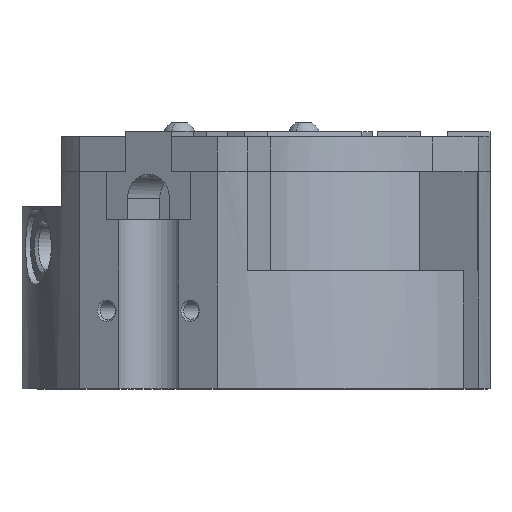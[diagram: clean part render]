
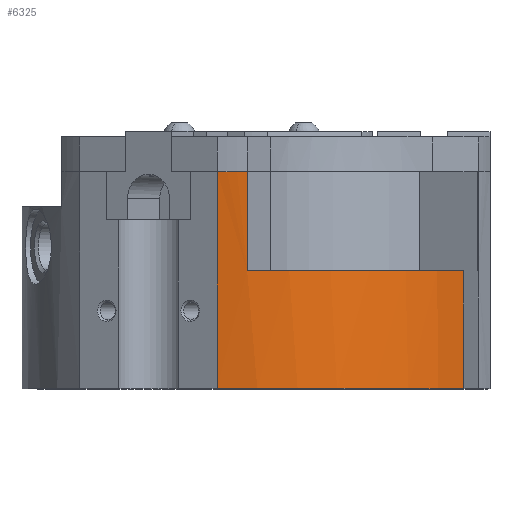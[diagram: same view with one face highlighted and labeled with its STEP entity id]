
A CAD part, top view. The second image highlights one B-rep face of the part: STEP entity #6325.
In plain terms, the highlighted cylindrical face has radius 45 mm (diameter 90 mm), a partial arc.
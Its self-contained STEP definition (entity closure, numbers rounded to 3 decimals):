
#2709 = EDGE_CURVE( '', #7059, #4865, #7566, .T. );
#3303 = EDGE_CURVE( '', #3819, #4401, #8242, .T. );
#3663 = VERTEX_POINT( '', #8645 );
#3819 = VERTEX_POINT( '', #8812 );
#4317 = VERTEX_POINT( '', #9345 );
#4401 = VERTEX_POINT( '', #9438 );
#4615 = EDGE_CURVE( '', #4317, #3819, #9676, .T. );
#4865 = VERTEX_POINT( '', #9951 );
#6009 = EDGE_CURVE( '', #4865, #3663, #11227, .T. );
#6041 = EDGE_CURVE( '', #4317, #3663, #11260, .T. );
#6325 = ADVANCED_FACE( '', ( #11579 ), #11580, .T. );
#6687 = EDGE_CURVE( '', #4401, #7059, #11971, .T. );
#7059 = VERTEX_POINT( '', #12380 );
#7566 = LINE( '', #13158, #13159 );
#8242 = LINE( '', #14247, #14248 );
#8645 = CARTESIAN_POINT( '', ( -8.441, 40.49, 44.201 ) );
#8812 = CARTESIAN_POINT( '', ( 37.523, 0., 24.84 ) );
#9345 = CARTESIAN_POINT( '', ( -8.441, 0., 44.201 ) );
#9438 = CARTESIAN_POINT( '', ( 37.523, 22., 24.84 ) );
#9676 = CIRCLE( '', #17004, 45. );
#9951 = CARTESIAN_POINT( '', ( -2.835, 40.49, 44.911 ) );
#11227 = CIRCLE( '', #19640, 45. );
#11260 = LINE( '', #19684, #19685 );
#11579 = FACE_OUTER_BOUND( '', #20162, .T. );
#11580 = CYLINDRICAL_SURFACE( '', #20163, 45. );
#11971 = CIRCLE( '', #20830, 45. );
#12380 = CARTESIAN_POINT( '', ( -2.835, 22., 44.911 ) );
#13158 = CARTESIAN_POINT( '', ( -2.835, 34.5, 44.911 ) );
#13159 = VECTOR( '', #22263, 1. );
#14247 = CARTESIAN_POINT( '', ( 37.523, 20.25, 24.84 ) );
#14248 = VECTOR( '', #23142, 1. );
#17004 = AXIS2_PLACEMENT_3D( '', #24703, #24704, #24705 );
#19640 = AXIS2_PLACEMENT_3D( '', #26493, #26494, #26495 );
#19684 = CARTESIAN_POINT( '', ( -8.441, 0., 44.201 ) );
#19685 = VECTOR( '', #26514, 1. );
#20162 = EDGE_LOOP( '', ( #26890, #26891, #26892, #26893, #26894, #26895 ) );
#20163 = AXIS2_PLACEMENT_3D( '', #26896, #26897, #26898 );
#20830 = AXIS2_PLACEMENT_3D( '', #27302, #27303, #27304 );
#22263 = DIRECTION( '', ( 0., 1., 0. ) );
#23142 = DIRECTION( '', ( 0., 1., 0. ) );
#24703 = CARTESIAN_POINT( '', ( 0., 0., 0. ) );
#24704 = DIRECTION( '', ( 0., 1., 0. ) );
#24705 = DIRECTION( '', ( -0.188, 0., 0.982 ) );
#26493 = CARTESIAN_POINT( '', ( 0., 40.49, 0. ) );
#26494 = DIRECTION( '', ( 0., -1., 0. ) );
#26495 = DIRECTION( '', ( -0.188, 0., 0.982 ) );
#26514 = DIRECTION( '', ( 0., 1., 0. ) );
#26890 = ORIENTED_EDGE( '', *, *, #6009, .T. );
#26891 = ORIENTED_EDGE( '', *, *, #6041, .F. );
#26892 = ORIENTED_EDGE( '', *, *, #4615, .T. );
#26893 = ORIENTED_EDGE( '', *, *, #3303, .T. );
#26894 = ORIENTED_EDGE( '', *, *, #6687, .T. );
#26895 = ORIENTED_EDGE( '', *, *, #2709, .T. );
#26896 = CARTESIAN_POINT( '', ( 0., 0., 0. ) );
#26897 = DIRECTION( '', ( 0., -1., 0. ) );
#26898 = DIRECTION( '', ( -0.188, 0., 0.982 ) );
#27302 = CARTESIAN_POINT( '', ( 0., 22., 0. ) );
#27303 = DIRECTION( '', ( 0., -1., 0. ) );
#27304 = DIRECTION( '', ( -0.188, 0., 0.982 ) );
